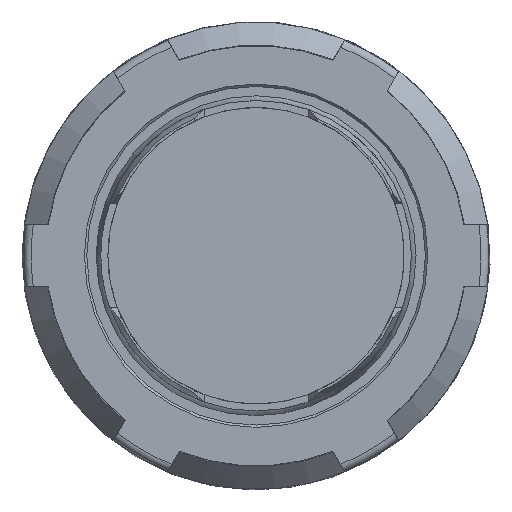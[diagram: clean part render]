
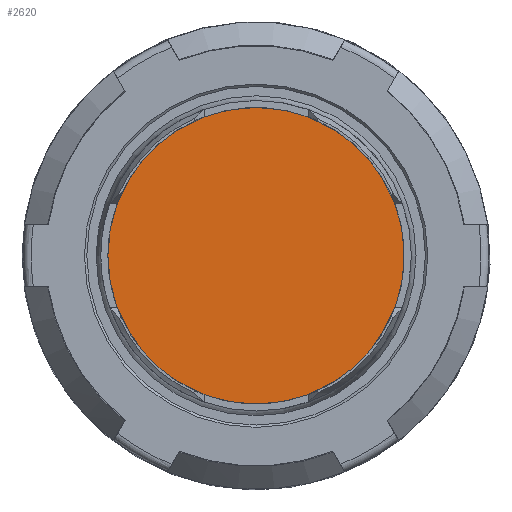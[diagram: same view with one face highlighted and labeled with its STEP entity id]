
A CAD part, front view. The second image highlights one B-rep face of the part: STEP entity #2620.
In plain terms, the highlighted face is planar.
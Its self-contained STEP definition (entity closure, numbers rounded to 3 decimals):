
#509=ORIENTED_EDGE('',*,*,#1150,.T.);
#1150=EDGE_CURVE('',#1481,#1481,#1678,.T.);
#1481=VERTEX_POINT('',#3860);
#1678=CIRCLE('',#2791,9.5);
#1805=EDGE_LOOP('',(#509));
#1959=FACE_BOUND('',#1805,.T.);
#2102=PLANE('',#2808);
#2620=ADVANCED_FACE('',(#1959),#2102,.F.);
#2791=AXIS2_PLACEMENT_3D('',#3859,#3132,#3133);
#2808=AXIS2_PLACEMENT_3D('',#3903,#3174,#3175);
#3132=DIRECTION('',(1.,0.,0.));
#3133=DIRECTION('',(0.,0.,-1.));
#3174=DIRECTION('',(-1.,0.,0.));
#3175=DIRECTION('',(0.,0.,1.));
#3859=CARTESIAN_POINT('',(11.1,0.,0.));
#3860=CARTESIAN_POINT('',(11.1,0.,-9.5));
#3903=CARTESIAN_POINT('',(11.1,9.5,0.));
